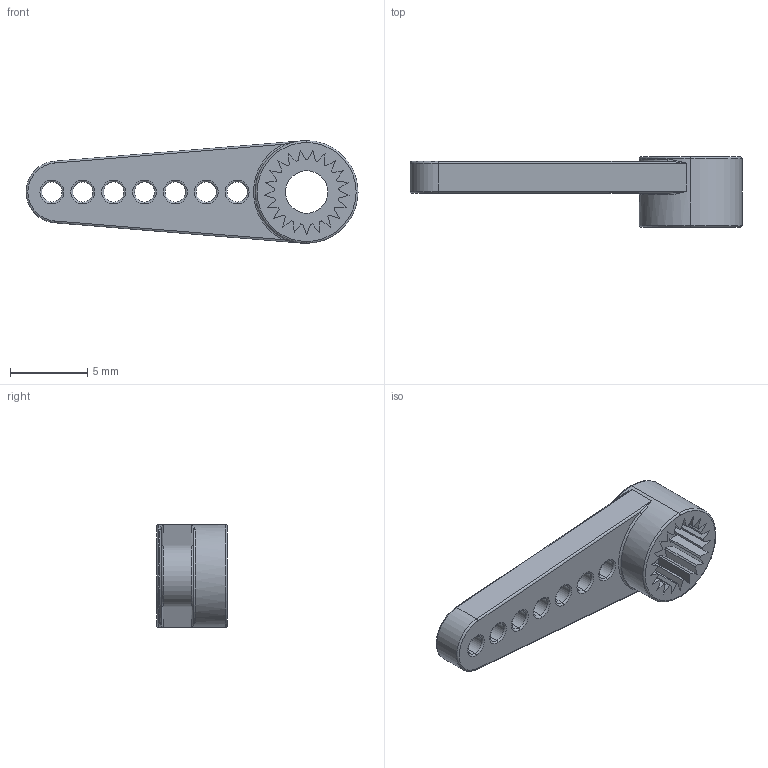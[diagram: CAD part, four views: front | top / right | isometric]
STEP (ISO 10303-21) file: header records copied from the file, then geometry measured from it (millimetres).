
FILE_DESCRIPTION (( 'STEP AP214' ), '1' );
FILE_NAME ('Unidirectional shoulder.STEP', '2024-06-15T08:15:36', ( '' ), ( '' ), 'SwSTEP 2.0', 'SolidWorks 2020', '' );
FILE_SCHEMA (( 'AUTOMOTIVE_DESIGN' ));
Length unit declared in the file: millimetre
Products named in the file (1): Unidirectional shoulder
Bounding box: 21.5 x 4.55 x 6.65 mm (x, y, z)
Volume: 225 mm3; surface area: 502.9 mm2
Topology: 1 solids, 1 shells, 136 faces, 353 edges, 218 vertices
Faces by surface type: plane 50, cylinder 46, torus 36, bspline 4
Entity records: 4793 total; most frequent: CARTESIAN_POINT 836, DIRECTION 769, ORIENTED_EDGE 698, EDGE_CURVE 349, AXIS2_PLACEMENT_3D 295, VERTEX_POINT 218, LINE 179, VECTOR 179
